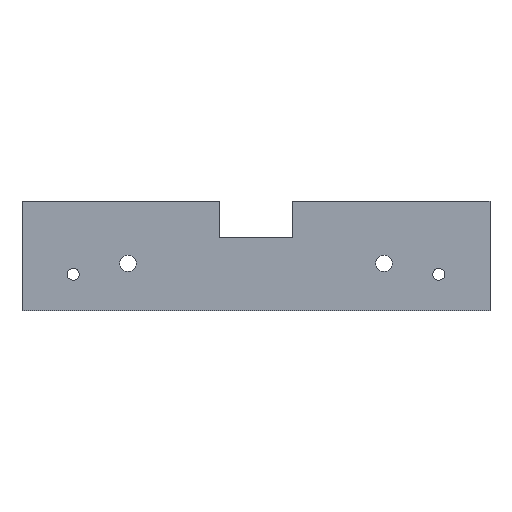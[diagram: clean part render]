
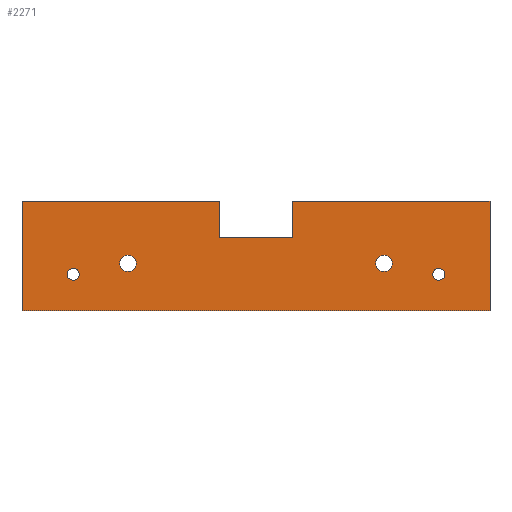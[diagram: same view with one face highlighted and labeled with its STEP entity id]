
A CAD part, front view. The second image highlights one B-rep face of the part: STEP entity #2271.
In plain terms, the highlighted planar face has unit normal (0, -1, 0).
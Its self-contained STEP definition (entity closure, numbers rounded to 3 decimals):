
#66 = FACE_BOUND ( 'NONE', #2126, .T. ) ;
#84 = FACE_BOUND ( 'NONE', #2128, .T. ) ;
#100 = FACE_OUTER_BOUND ( 'NONE', #2122, .T. ) ;
#106 = FACE_BOUND ( 'NONE', #2112, .T. ) ;
#116 = FACE_BOUND ( 'NONE', #2167, .T. ) ;
#139 = LINE ( 'NONE', #1999, #161 ) ;
#143 = VECTOR ( 'NONE', #2006, 1000. ) ;
#150 = LINE ( 'NONE', #2004, #143 ) ;
#161 = VECTOR ( 'NONE', #2001, 1000. ) ;
#320 = EDGE_CURVE ( 'NONE', #1142, #1172, #584, .T. ) ;
#321 = EDGE_CURVE ( 'NONE', #1169, #1160, #545, .T. ) ;
#322 = EDGE_CURVE ( 'NONE', #1160, #1142, #546, .T. ) ;
#328 = EDGE_CURVE ( 'NONE', #1107, #1051, #581, .T. ) ;
#330 = EDGE_CURVE ( 'NONE', #1127, #1144, #589, .T. ) ;
#332 = EDGE_CURVE ( 'NONE', #1140, #1169, #603, .T. ) ;
#336 = EDGE_CURVE ( 'NONE', #1162, #1140, #575, .T. ) ;
#342 = EDGE_CURVE ( 'NONE', #1119, #1082, #847, .T. ) ;
#343 = EDGE_CURVE ( 'NONE', #1172, #1113, #866, .T. ) ;
#453 = EDGE_CURVE ( 'NONE', #1164, #1121, #781, .T. ) ;
#464 = EDGE_CURVE ( 'NONE', #1144, #1127, #802, .T. ) ;
#465 = EDGE_CURVE ( 'NONE', #1051, #1107, #805, .T. ) ;
#468 = EDGE_CURVE ( 'NONE', #1082, #1119, #610, .T. ) ;
#477 = CIRCLE ( 'NONE', #540, 2.25 ) ;
#540 = AXIS2_PLACEMENT_3D ( 'NONE', #2015, #2054, #2040 ) ;
#544 = VECTOR ( 'NONE', #1204, 1000. ) ;
#545 = LINE ( 'NONE', #1179, #559 ) ;
#546 = LINE ( 'NONE', #1183, #574 ) ;
#559 = VECTOR ( 'NONE', #1211, 1000. ) ;
#574 = VECTOR ( 'NONE', #1178, 1000. ) ;
#575 = LINE ( 'NONE', #1247, #608 ) ;
#581 = CIRCLE ( 'NONE', #2318, 1.65 ) ;
#584 = LINE ( 'NONE', #1192, #544 ) ;
#589 = CIRCLE ( 'NONE', #2328, 1.65 ) ;
#603 = LINE ( 'NONE', #1254, #615 ) ;
#608 = VECTOR ( 'NONE', #1238, 1000. ) ;
#610 = CIRCLE ( 'NONE', #2357, 2.25 ) ;
#615 = VECTOR ( 'NONE', #1245, 1000. ) ;
#781 = CIRCLE ( 'NONE', #2384, 2.25 ) ;
#802 = CIRCLE ( 'NONE', #2374, 1.65 ) ;
#805 = CIRCLE ( 'NONE', #2353, 1.65 ) ;
#844 = VECTOR ( 'NONE', #1249, 1000. ) ;
#847 = CIRCLE ( 'NONE', #2316, 2.25 ) ;
#866 = LINE ( 'NONE', #1241, #844 ) ;
#961 = ORIENTED_EDGE ( 'NONE', *, *, #330, .T. ) ;
#963 = ORIENTED_EDGE ( 'NONE', *, *, #468, .T. ) ;
#975 = ORIENTED_EDGE ( 'NONE', *, *, #453, .T. ) ;
#983 = ORIENTED_EDGE ( 'NONE', *, *, #465, .T. ) ;
#985 = ORIENTED_EDGE ( 'NONE', *, *, #2339, .T. ) ;
#993 = ORIENTED_EDGE ( 'NONE', *, *, #322, .F. ) ;
#1006 = ORIENTED_EDGE ( 'NONE', *, *, #2330, .F. ) ;
#1007 = ORIENTED_EDGE ( 'NONE', *, *, #320, .F. ) ;
#1008 = ORIENTED_EDGE ( 'NONE', *, *, #328, .T. ) ;
#1009 = ORIENTED_EDGE ( 'NONE', *, *, #464, .T. ) ;
#1022 = ORIENTED_EDGE ( 'NONE', *, *, #321, .F. ) ;
#1024 = ORIENTED_EDGE ( 'NONE', *, *, #2327, .F. ) ;
#1031 = ORIENTED_EDGE ( 'NONE', *, *, #336, .F. ) ;
#1033 = ORIENTED_EDGE ( 'NONE', *, *, #342, .T. ) ;
#1035 = ORIENTED_EDGE ( 'NONE', *, *, #343, .F. ) ;
#1036 = ORIENTED_EDGE ( 'NONE', *, *, #332, .F. ) ;
#1051 = VERTEX_POINT ( 'NONE', #1595 ) ;
#1082 = VERTEX_POINT ( 'NONE', #1621 ) ;
#1107 = VERTEX_POINT ( 'NONE', #1633 ) ;
#1113 = VERTEX_POINT ( 'NONE', #1641 ) ;
#1119 = VERTEX_POINT ( 'NONE', #1713 ) ;
#1121 = VERTEX_POINT ( 'NONE', #1681 ) ;
#1127 = VERTEX_POINT ( 'NONE', #1720 ) ;
#1140 = VERTEX_POINT ( 'NONE', #1683 ) ;
#1142 = VERTEX_POINT ( 'NONE', #1710 ) ;
#1144 = VERTEX_POINT ( 'NONE', #1691 ) ;
#1160 = VERTEX_POINT ( 'NONE', #1676 ) ;
#1162 = VERTEX_POINT ( 'NONE', #1687 ) ;
#1164 = VERTEX_POINT ( 'NONE', #1699 ) ;
#1169 = VERTEX_POINT ( 'NONE', #1702 ) ;
#1172 = VERTEX_POINT ( 'NONE', #1704 ) ;
#1173 = VERTEX_POINT ( 'NONE', #1705 ) ;
#1178 = DIRECTION ( 'NONE',  ( 0., 0., -1. ) ) ;
#1179 = CARTESIAN_POINT ( 'NONE',  ( 74., 0., 30. ) ) ;
#1183 = CARTESIAN_POINT ( 'NONE',  ( 128., 0., 0. ) ) ;
#1192 = CARTESIAN_POINT ( 'NONE',  ( 0., 0., 0. ) ) ;
#1198 = CARTESIAN_POINT ( 'NONE',  ( 114., 0., 10. ) ) ;
#1199 = DIRECTION ( 'NONE',  ( 0., 1., 0. ) ) ;
#1201 = DIRECTION ( 'NONE',  ( 0., 0., -1. ) ) ;
#1204 = DIRECTION ( 'NONE',  ( -1., 0., 0. ) ) ;
#1211 = DIRECTION ( 'NONE',  ( 1., 0., 0. ) ) ;
#1224 = DIRECTION ( 'NONE',  ( 0., 1., 0. ) ) ;
#1226 = DIRECTION ( 'NONE',  ( 0., 0., 1. ) ) ;
#1234 = CARTESIAN_POINT ( 'NONE',  ( 29., 0., 13. ) ) ;
#1238 = DIRECTION ( 'NONE',  ( 1., 0., 0. ) ) ;
#1239 = CARTESIAN_POINT ( 'NONE',  ( 14., 0., 10. ) ) ;
#1241 = CARTESIAN_POINT ( 'NONE',  ( 0., 0., 0. ) ) ;
#1245 = DIRECTION ( 'NONE',  ( 0., 0., 1. ) ) ;
#1247 = CARTESIAN_POINT ( 'NONE',  ( 54., 0., 20. ) ) ;
#1249 = DIRECTION ( 'NONE',  ( 0., 0., 1. ) ) ;
#1250 = DIRECTION ( 'NONE',  ( 0., 1., 0. ) ) ;
#1254 = CARTESIAN_POINT ( 'NONE',  ( 74., 0., 20. ) ) ;
#1261 = DIRECTION ( 'NONE',  ( 0., 0., 1. ) ) ;
#1306 = DIRECTION ( 'NONE',  ( 0., 0., 1. ) ) ;
#1308 = DIRECTION ( 'NONE',  ( 0., 0., 1. ) ) ;
#1311 = DIRECTION ( 'NONE',  ( 0., 1., 0. ) ) ;
#1313 = CARTESIAN_POINT ( 'NONE',  ( 14., 0., 10. ) ) ;
#1322 = DIRECTION ( 'NONE',  ( 0., 1., 0. ) ) ;
#1324 = DIRECTION ( 'NONE',  ( 0., 1., 0. ) ) ;
#1326 = CARTESIAN_POINT ( 'NONE',  ( 99., 0., 13. ) ) ;
#1329 = CARTESIAN_POINT ( 'NONE',  ( 29., 0., 13. ) ) ;
#1346 = DIRECTION ( 'NONE',  ( 0., 1., 0. ) ) ;
#1348 = DIRECTION ( 'NONE',  ( 0., 0., 1. ) ) ;
#1349 = CARTESIAN_POINT ( 'NONE',  ( 114., 0., 10. ) ) ;
#1350 = DIRECTION ( 'NONE',  ( 0., 0., -1. ) ) ;
#1595 = CARTESIAN_POINT ( 'NONE',  ( 114., 0., 8.35 ) ) ;
#1621 = CARTESIAN_POINT ( 'NONE',  ( 29., 0., 10.75 ) ) ;
#1633 = CARTESIAN_POINT ( 'NONE',  ( 114., 0., 11.65 ) ) ;
#1641 = CARTESIAN_POINT ( 'NONE',  ( 0., 0., 30. ) ) ;
#1676 = CARTESIAN_POINT ( 'NONE',  ( 128., 0., 30. ) ) ;
#1681 = CARTESIAN_POINT ( 'NONE',  ( 99., 0., 15.25 ) ) ;
#1683 = CARTESIAN_POINT ( 'NONE',  ( 74., 0., 20. ) ) ;
#1687 = CARTESIAN_POINT ( 'NONE',  ( 54., 0., 20. ) ) ;
#1691 = CARTESIAN_POINT ( 'NONE',  ( 14., 0., 8.35 ) ) ;
#1699 = CARTESIAN_POINT ( 'NONE',  ( 99., 0., 10.75 ) ) ;
#1702 = CARTESIAN_POINT ( 'NONE',  ( 74., 0., 30. ) ) ;
#1704 = CARTESIAN_POINT ( 'NONE',  ( 0., 0., 0. ) ) ;
#1705 = CARTESIAN_POINT ( 'NONE',  ( 54., 0., 30. ) ) ;
#1710 = CARTESIAN_POINT ( 'NONE',  ( 128., 0., 0. ) ) ;
#1713 = CARTESIAN_POINT ( 'NONE',  ( 29., 0., 15.25 ) ) ;
#1720 = CARTESIAN_POINT ( 'NONE',  ( 14., 0., 11.65 ) ) ;
#1942 = DIRECTION ( 'NONE',  ( 0., -1., 0. ) ) ;
#1956 = CARTESIAN_POINT ( 'NONE',  ( 0., 0., 30. ) ) ;
#1960 = DIRECTION ( 'NONE',  ( 0., 0., -1. ) ) ;
#1961 = PLANE ( 'NONE',  #2280 ) ;
#1999 = CARTESIAN_POINT ( 'NONE',  ( 54., 0., 20. ) ) ;
#2001 = DIRECTION ( 'NONE',  ( 0., 0., -1. ) ) ;
#2004 = CARTESIAN_POINT ( 'NONE',  ( 54., 0., 30. ) ) ;
#2006 = DIRECTION ( 'NONE',  ( 1., 0., 0. ) ) ;
#2015 = CARTESIAN_POINT ( 'NONE',  ( 99., 0., 13. ) ) ;
#2040 = DIRECTION ( 'NONE',  ( 0., 0., 1. ) ) ;
#2054 = DIRECTION ( 'NONE',  ( 0., 1., 0. ) ) ;
#2112 = EDGE_LOOP ( 'NONE', ( #975, #985 ) ) ;
#2122 = EDGE_LOOP ( 'NONE', ( #1035, #1007, #993, #1022, #1036, #1031, #1024, #1006 ) ) ;
#2126 = EDGE_LOOP ( 'NONE', ( #983, #1008 ) ) ;
#2128 = EDGE_LOOP ( 'NONE', ( #1009, #961 ) ) ;
#2167 = EDGE_LOOP ( 'NONE', ( #963, #1033 ) ) ;
#2271 = ADVANCED_FACE ( 'NONE', ( #116, #66, #100, #84, #106 ), #1961, .T. ) ;
#2280 = AXIS2_PLACEMENT_3D ( 'NONE', #1956, #1942, #1960 ) ;
#2316 = AXIS2_PLACEMENT_3D ( 'NONE', #1234, #1250, #1226 ) ;
#2318 = AXIS2_PLACEMENT_3D ( 'NONE', #1198, #1199, #1201 ) ;
#2327 = EDGE_CURVE ( 'NONE', #1173, #1162, #139, .T. ) ;
#2328 = AXIS2_PLACEMENT_3D ( 'NONE', #1239, #1224, #1261 ) ;
#2330 = EDGE_CURVE ( 'NONE', #1113, #1173, #150, .T. ) ;
#2339 = EDGE_CURVE ( 'NONE', #1121, #1164, #477, .T. ) ;
#2353 = AXIS2_PLACEMENT_3D ( 'NONE', #1349, #1311, #1350 ) ;
#2357 = AXIS2_PLACEMENT_3D ( 'NONE', #1329, #1346, #1306 ) ;
#2374 = AXIS2_PLACEMENT_3D ( 'NONE', #1313, #1324, #1348 ) ;
#2384 = AXIS2_PLACEMENT_3D ( 'NONE', #1326, #1322, #1308 ) ;
